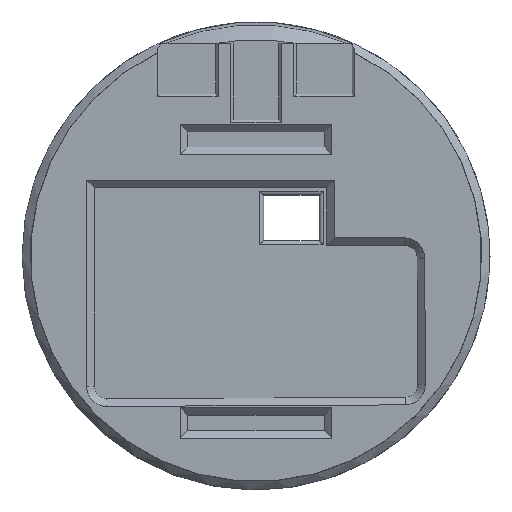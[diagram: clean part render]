
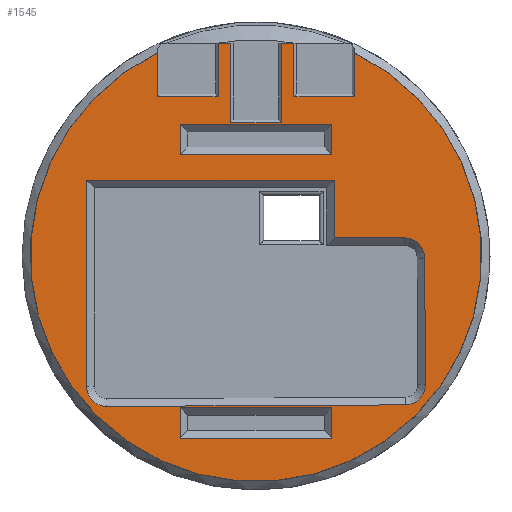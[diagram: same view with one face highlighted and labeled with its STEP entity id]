
A CAD part, top view. The second image highlights one B-rep face of the part: STEP entity #1545.
In plain terms, the highlighted planar face has unit normal (0, 0, 1).
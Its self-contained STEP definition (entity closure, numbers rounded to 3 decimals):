
#24=FACE_BOUND('',#643,.T.);
#25=FACE_BOUND('',#644,.T.);
#26=FACE_BOUND('',#645,.T.);
#60=LINE('',#2166,#228);
#113=LINE('',#2328,#281);
#116=LINE('',#2333,#284);
#118=LINE('',#2337,#286);
#130=LINE('',#2369,#298);
#133=LINE('',#2374,#301);
#136=LINE('',#2380,#304);
#147=LINE('',#2407,#315);
#150=LINE('',#2412,#318);
#168=LINE('',#2468,#336);
#171=LINE('',#2473,#339);
#185=LINE('',#2503,#353);
#188=LINE('',#2508,#356);
#189=LINE('',#2512,#357);
#191=LINE('',#2515,#359);
#192=LINE('',#2518,#360);
#194=LINE('',#2521,#362);
#211=LINE('',#2562,#379);
#215=LINE('',#2571,#383);
#217=LINE('',#2575,#385);
#219=LINE('',#2579,#387);
#221=LINE('',#2586,#389);
#224=LINE('',#2593,#392);
#225=LINE('',#2596,#393);
#226=LINE('',#2598,#394);
#228=VECTOR('',#1699,10.);
#281=VECTOR('',#1840,10.);
#284=VECTOR('',#1845,10.);
#286=VECTOR('',#1849,10.);
#298=VECTOR('',#1869,10.);
#301=VECTOR('',#1874,10.);
#304=VECTOR('',#1879,10.);
#315=VECTOR('',#1898,10.);
#318=VECTOR('',#1903,10.);
#336=VECTOR('',#1961,10.);
#339=VECTOR('',#1966,10.);
#353=VECTOR('',#1992,10.);
#356=VECTOR('',#1997,10.);
#357=VECTOR('',#2002,10.);
#359=VECTOR('',#2006,10.);
#360=VECTOR('',#2009,10.);
#362=VECTOR('',#2013,10.);
#379=VECTOR('',#2056,10.);
#383=VECTOR('',#2066,10.);
#385=VECTOR('',#2070,10.);
#387=VECTOR('',#2074,10.);
#389=VECTOR('',#2082,10.);
#392=VECTOR('',#2091,10.);
#393=VECTOR('',#2096,10.);
#394=VECTOR('',#2099,10.);
#460=PLANE('',#1683);
#549=FACE_OUTER_BOUND('',#642,.T.);
#642=EDGE_LOOP('',(#1426,#1427,#1428,#1429,#1430,#1431,#1432,#1433,#1434,
#1435,#1436,#1437));
#643=EDGE_LOOP('',(#1438,#1439,#1440,#1441));
#644=EDGE_LOOP('',(#1442,#1443,#1444,#1445));
#645=EDGE_LOOP('',(#1446,#1447,#1448,#1449,#1450,#1451,#1452,#1453,#1454));
#665=CIRCLE('',#1634,44.6);
#670=CIRCLE('',#1670,4.);
#671=CIRCLE('',#1675,4.);
#672=CIRCLE('',#1678,4.);
#683=VERTEX_POINT('',#2163);
#684=VERTEX_POINT('',#2165);
#739=VERTEX_POINT('',#2325);
#740=VERTEX_POINT('',#2327);
#741=VERTEX_POINT('',#2331);
#742=VERTEX_POINT('',#2335);
#751=VERTEX_POINT('',#2366);
#752=VERTEX_POINT('',#2368);
#753=VERTEX_POINT('',#2372);
#755=VERTEX_POINT('',#2378);
#763=VERTEX_POINT('',#2404);
#764=VERTEX_POINT('',#2406);
#776=VERTEX_POINT('',#2465);
#777=VERTEX_POINT('',#2467);
#778=VERTEX_POINT('',#2471);
#787=VERTEX_POINT('',#2500);
#788=VERTEX_POINT('',#2502);
#789=VERTEX_POINT('',#2506);
#790=VERTEX_POINT('',#2511);
#791=VERTEX_POINT('',#2517);
#801=VERTEX_POINT('',#2559);
#802=VERTEX_POINT('',#2561);
#803=VERTEX_POINT('',#2565);
#804=VERTEX_POINT('',#2569);
#805=VERTEX_POINT('',#2573);
#806=VERTEX_POINT('',#2577);
#807=VERTEX_POINT('',#2581);
#808=VERTEX_POINT('',#2585);
#809=VERTEX_POINT('',#2589);
#818=EDGE_CURVE('',#684,#683,#60,.T.);
#894=EDGE_CURVE('',#740,#739,#113,.T.);
#897=EDGE_CURVE('',#739,#741,#116,.T.);
#899=EDGE_CURVE('',#741,#742,#118,.T.);
#913=EDGE_CURVE('',#752,#751,#130,.T.);
#916=EDGE_CURVE('',#751,#753,#133,.T.);
#919=EDGE_CURVE('',#753,#755,#136,.T.);
#931=EDGE_CURVE('',#764,#763,#147,.T.);
#934=EDGE_CURVE('',#763,#684,#150,.T.);
#945=EDGE_CURVE('',#683,#752,#665,.T.);
#960=EDGE_CURVE('',#777,#776,#168,.T.);
#963=EDGE_CURVE('',#776,#778,#171,.T.);
#977=EDGE_CURVE('',#788,#787,#185,.T.);
#980=EDGE_CURVE('',#787,#789,#188,.T.);
#981=EDGE_CURVE('',#790,#777,#189,.T.);
#983=EDGE_CURVE('',#778,#790,#191,.T.);
#984=EDGE_CURVE('',#791,#788,#192,.T.);
#986=EDGE_CURVE('',#789,#791,#194,.T.);
#1006=EDGE_CURVE('',#802,#801,#211,.T.);
#1009=EDGE_CURVE('',#801,#803,#670,.T.);
#1011=EDGE_CURVE('',#803,#804,#215,.T.);
#1013=EDGE_CURVE('',#804,#805,#217,.T.);
#1015=EDGE_CURVE('',#805,#806,#219,.T.);
#1016=EDGE_CURVE('',#807,#802,#671,.T.);
#1018=EDGE_CURVE('',#808,#807,#221,.T.);
#1020=EDGE_CURVE('',#809,#808,#672,.T.);
#1022=EDGE_CURVE('',#806,#809,#224,.T.);
#1023=EDGE_CURVE('',#742,#764,#225,.T.);
#1024=EDGE_CURVE('',#755,#740,#226,.T.);
#1426=ORIENTED_EDGE('',*,*,#899,.T.);
#1427=ORIENTED_EDGE('',*,*,#1023,.T.);
#1428=ORIENTED_EDGE('',*,*,#931,.T.);
#1429=ORIENTED_EDGE('',*,*,#934,.T.);
#1430=ORIENTED_EDGE('',*,*,#818,.T.);
#1431=ORIENTED_EDGE('',*,*,#945,.T.);
#1432=ORIENTED_EDGE('',*,*,#913,.T.);
#1433=ORIENTED_EDGE('',*,*,#916,.T.);
#1434=ORIENTED_EDGE('',*,*,#919,.T.);
#1435=ORIENTED_EDGE('',*,*,#1024,.T.);
#1436=ORIENTED_EDGE('',*,*,#894,.T.);
#1437=ORIENTED_EDGE('',*,*,#897,.T.);
#1438=ORIENTED_EDGE('',*,*,#963,.T.);
#1439=ORIENTED_EDGE('',*,*,#983,.T.);
#1440=ORIENTED_EDGE('',*,*,#981,.T.);
#1441=ORIENTED_EDGE('',*,*,#960,.T.);
#1442=ORIENTED_EDGE('',*,*,#980,.T.);
#1443=ORIENTED_EDGE('',*,*,#986,.T.);
#1444=ORIENTED_EDGE('',*,*,#984,.T.);
#1445=ORIENTED_EDGE('',*,*,#977,.T.);
#1446=ORIENTED_EDGE('',*,*,#1009,.T.);
#1447=ORIENTED_EDGE('',*,*,#1011,.T.);
#1448=ORIENTED_EDGE('',*,*,#1013,.T.);
#1449=ORIENTED_EDGE('',*,*,#1015,.T.);
#1450=ORIENTED_EDGE('',*,*,#1022,.T.);
#1451=ORIENTED_EDGE('',*,*,#1020,.T.);
#1452=ORIENTED_EDGE('',*,*,#1018,.T.);
#1453=ORIENTED_EDGE('',*,*,#1016,.T.);
#1454=ORIENTED_EDGE('',*,*,#1006,.T.);
#1545=ADVANCED_FACE('',(#549,#24,#25,#26),#460,.T.);
#1634=AXIS2_PLACEMENT_3D('',#2436,#1930,#1931);
#1670=AXIS2_PLACEMENT_3D('',#2567,#2061,#2062);
#1675=AXIS2_PLACEMENT_3D('',#2582,#2077,#2078);
#1678=AXIS2_PLACEMENT_3D('',#2590,#2086,#2087);
#1683=AXIS2_PLACEMENT_3D('',#2599,#2100,#2101);
#1699=DIRECTION('',(0.,1.,0.));
#1840=DIRECTION('',(0.,-1.,0.));
#1845=DIRECTION('',(-1.,0.,0.));
#1849=DIRECTION('',(0.,1.,0.));
#1869=DIRECTION('',(0.,-1.,0.));
#1874=DIRECTION('',(-1.,0.,0.));
#1879=DIRECTION('',(0.,1.,0.));
#1898=DIRECTION('',(0.,-1.,0.));
#1903=DIRECTION('',(-1.,0.,0.));
#1930=DIRECTION('center_axis',(0.,0.,1.));
#1931=DIRECTION('ref_axis',(1.,0.,0.));
#1961=DIRECTION('',(1.,0.,0.));
#1966=DIRECTION('',(0.,-1.,0.));
#1992=DIRECTION('',(0.,1.,0.));
#1997=DIRECTION('',(1.,0.,0.));
#2002=DIRECTION('',(0.,1.,0.));
#2006=DIRECTION('',(-1.,0.,0.));
#2009=DIRECTION('',(-1.,0.,0.));
#2013=DIRECTION('',(0.,-1.,0.));
#2056=DIRECTION('',(-1.,-0.005,0.));
#2061=DIRECTION('center_axis',(0.,0.,-1.));
#2062=DIRECTION('ref_axis',(-1.,0.,0.));
#2066=DIRECTION('',(0.,1.,0.));
#2070=DIRECTION('',(1.,0.,0.));
#2074=DIRECTION('',(0.,-1.,0.));
#2077=DIRECTION('center_axis',(0.,0.,-1.));
#2078=DIRECTION('ref_axis',(0.005,-1.,0.));
#2082=DIRECTION('',(0.005,-1.,0.));
#2086=DIRECTION('center_axis',(0.,0.,-1.));
#2087=DIRECTION('ref_axis',(1.,0.005,0.));
#2091=DIRECTION('',(1.,0.001,0.));
#2096=DIRECTION('',(-1.,0.,0.));
#2099=DIRECTION('',(-1.,0.,0.));
#2100=DIRECTION('center_axis',(0.,0.,1.));
#2101=DIRECTION('ref_axis',(1.,0.,0.));
#2163=CARTESIAN_POINT('',(-19.5,40.111,1.5));
#2165=CARTESIAN_POINT('',(-19.5,31.465,1.5));
#2166=CARTESIAN_POINT('',(-19.5,15.082,1.5));
#2325=CARTESIAN_POINT('',(5.,26.319,1.5));
#2327=CARTESIAN_POINT('',(5.,42.,1.5));
#2328=CARTESIAN_POINT('',(5.,42.,1.5));
#2331=CARTESIAN_POINT('',(-5.,26.319,1.5));
#2333=CARTESIAN_POINT('',(2.5,26.319,1.5));
#2335=CARTESIAN_POINT('',(-5.,42.,1.5));
#2337=CARTESIAN_POINT('',(-5.,12.509,1.5));
#2366=CARTESIAN_POINT('',(19.5,31.465,1.5));
#2368=CARTESIAN_POINT('',(19.5,40.111,1.5));
#2369=CARTESIAN_POINT('',(19.5,20.35,1.5));
#2372=CARTESIAN_POINT('',(7.5,31.465,1.5));
#2374=CARTESIAN_POINT('',(9.75,31.465,1.5));
#2378=CARTESIAN_POINT('',(7.5,42.,1.5));
#2380=CARTESIAN_POINT('',(7.5,15.082,1.5));
#2404=CARTESIAN_POINT('',(-7.5,31.465,1.5));
#2406=CARTESIAN_POINT('',(-7.5,42.,1.5));
#2407=CARTESIAN_POINT('',(-7.5,42.,1.5));
#2412=CARTESIAN_POINT('',(-3.75,31.465,1.5));
#2436=CARTESIAN_POINT('Origin',(0.,0.,1.5));
#2465=CARTESIAN_POINT('',(15.,26.,1.5));
#2467=CARTESIAN_POINT('',(-15.,26.,1.5));
#2468=CARTESIAN_POINT('',(-7.5,26.,1.5));
#2471=CARTESIAN_POINT('',(15.,20.,1.5));
#2473=CARTESIAN_POINT('',(15.,12.35,1.5));
#2500=CARTESIAN_POINT('',(-15.,-30.,1.5));
#2502=CARTESIAN_POINT('',(-15.,-36.,1.5));
#2503=CARTESIAN_POINT('',(-15.,-18.65,1.5));
#2506=CARTESIAN_POINT('',(15.,-30.,1.5));
#2508=CARTESIAN_POINT('',(-7.5,-30.,1.5));
#2511=CARTESIAN_POINT('',(-15.,20.,1.5));
#2512=CARTESIAN_POINT('',(-15.,9.35,1.5));
#2515=CARTESIAN_POINT('',(7.5,20.,1.5));
#2517=CARTESIAN_POINT('',(15.,-36.,1.5));
#2518=CARTESIAN_POINT('',(7.5,-36.,1.5));
#2521=CARTESIAN_POINT('',(15.,-15.65,1.5));
#2559=CARTESIAN_POINT('',(-29.478,-29.748,1.5));
#2561=CARTESIAN_POINT('',(29.5,-29.443,1.5));
#2562=CARTESIAN_POINT('',(14.823,-29.519,1.5));
#2565=CARTESIAN_POINT('',(-33.499,-25.749,1.5));
#2567=CARTESIAN_POINT('Origin',(-29.499,-25.749,1.5));
#2569=CARTESIAN_POINT('',(-33.499,15.,1.5));
#2571=CARTESIAN_POINT('',(-33.499,-13.524,1.5));
#2573=CARTESIAN_POINT('',(15.501,15.,1.5));
#2575=CARTESIAN_POINT('',(-16.749,15.,1.5));
#2577=CARTESIAN_POINT('',(15.501,3.557,1.5));
#2579=CARTESIAN_POINT('',(15.501,6.85,1.5));
#2581=CARTESIAN_POINT('',(33.479,-25.423,1.5));
#2582=CARTESIAN_POINT('Origin',(29.479,-25.443,1.5));
#2585=CARTESIAN_POINT('',(33.35,-0.407,1.5));
#2586=CARTESIAN_POINT('',(33.352,-0.767,1.5));
#2589=CARTESIAN_POINT('',(29.346,3.572,1.5));
#2590=CARTESIAN_POINT('Origin',(29.35,-0.428,1.5));
#2593=CARTESIAN_POINT('',(7.748,3.548,1.5));
#2596=CARTESIAN_POINT('',(-5.,42.,1.5));
#2598=CARTESIAN_POINT('',(7.5,42.,1.5));
#2599=CARTESIAN_POINT('Origin',(0.,-1.3,1.5));
